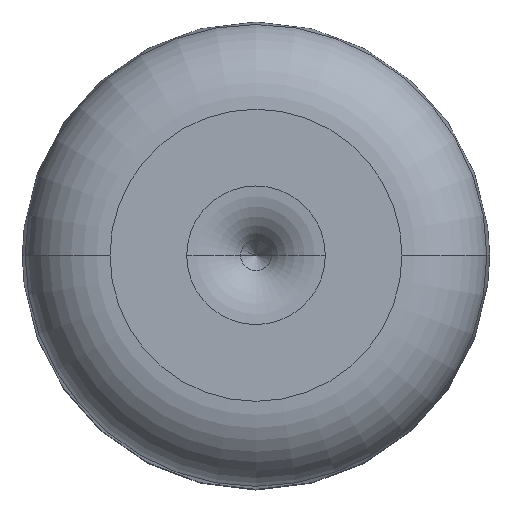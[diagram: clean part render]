
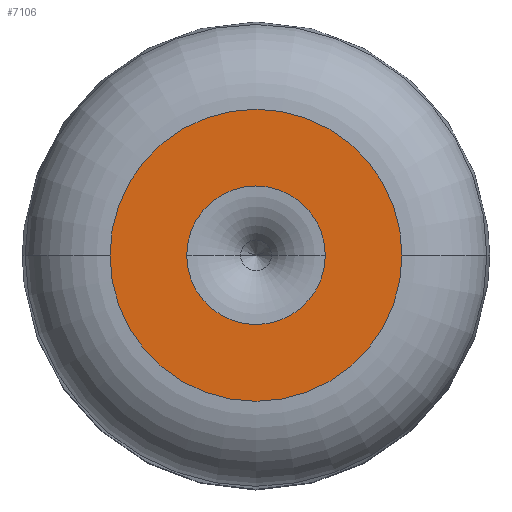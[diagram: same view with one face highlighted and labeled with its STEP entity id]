
A CAD part, top view. The second image highlights one B-rep face of the part: STEP entity #7106.
In plain terms, the highlighted planar face has unit normal (0, 0, 1).
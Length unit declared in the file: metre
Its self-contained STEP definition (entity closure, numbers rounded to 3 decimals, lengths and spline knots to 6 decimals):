
#88=PLANE('',#8340);
#2837=ORIENTED_EDGE('',*,*,#3965,.T.);
#2838=ORIENTED_EDGE('',*,*,#4006,.T.);
#2839=ORIENTED_EDGE('',*,*,#3960,.F.);
#2840=ORIENTED_EDGE('',*,*,#4007,.F.);
#3960=EDGE_CURVE('',#4654,#4655,#5439,.T.);
#3965=EDGE_CURVE('',#4659,#4658,#5444,.T.);
#4006=EDGE_CURVE('',#4658,#4659,#5477,.T.);
#4007=EDGE_CURVE('',#4655,#4654,#5478,.T.);
#4654=VERTEX_POINT('',#13724);
#4655=VERTEX_POINT('',#13725);
#4658=VERTEX_POINT('',#13733);
#4659=VERTEX_POINT('',#13735);
#5439=CIRCLE('',#8279,0.024451);
#5444=CIRCLE('',#8285,0.011602);
#5477=CIRCLE('',#8339,0.011602);
#5478=CIRCLE('',#8341,0.024451);
#5963=EDGE_LOOP('',(#2837,#2838));
#5964=EDGE_LOOP('',(#2839,#2840));
#6432=FACE_BOUND('',#5963,.T.);
#6433=FACE_BOUND('',#5964,.T.);
#7106=ADVANCED_FACE('',(#6432,#6433),#88,.T.);
#8279=AXIS2_PLACEMENT_3D('',#13723,#10849,#10850);
#8285=AXIS2_PLACEMENT_3D('',#13734,#10861,#10862);
#8339=AXIS2_PLACEMENT_3D('',#13818,#10977,#10978);
#8340=AXIS2_PLACEMENT_3D('',#13819,#10979,#10980);
#8341=AXIS2_PLACEMENT_3D('',#13820,#10981,#10982);
#10849=DIRECTION('',(0.,0.,-1.));
#10850=DIRECTION('',(-1.,0.,0.));
#10861=DIRECTION('',(0.,0.,-1.));
#10862=DIRECTION('',(-1.,0.,0.));
#10977=DIRECTION('',(0.,0.,-1.));
#10978=DIRECTION('',(-1.,0.,0.));
#10979=DIRECTION('',(0.,0.,1.));
#10980=DIRECTION('',(1.,0.,0.));
#10981=DIRECTION('',(0.,0.,-1.));
#10982=DIRECTION('',(-1.,0.,0.));
#13723=CARTESIAN_POINT('',(0.,0.,0.131572));
#13724=CARTESIAN_POINT('',(-0.024451,0.,0.131572));
#13725=CARTESIAN_POINT('',(0.024451,0.,0.131572));
#13733=CARTESIAN_POINT('',(0.011602,0.,0.131572));
#13734=CARTESIAN_POINT('',(0.,0.,0.131572));
#13735=CARTESIAN_POINT('',(-0.011602,0.,0.131572));
#13818=CARTESIAN_POINT('',(0.,0.,0.131572));
#13819=CARTESIAN_POINT('',(-0.018026,0.,0.131572));
#13820=CARTESIAN_POINT('',(0.,0.,0.131572));
